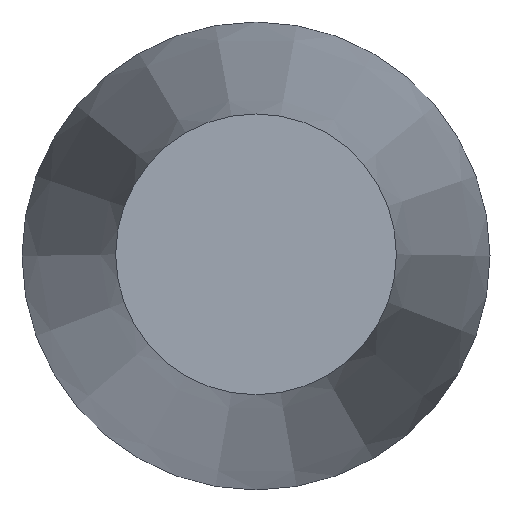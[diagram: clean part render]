
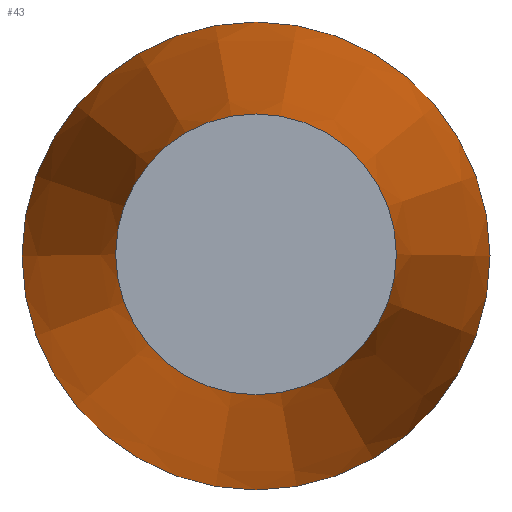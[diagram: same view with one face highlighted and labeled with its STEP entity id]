
A CAD part, top view. The second image highlights one B-rep face of the part: STEP entity #43.
In plain terms, the highlighted conical face has half-angle 5.711 degrees and reference radius 15 mm.
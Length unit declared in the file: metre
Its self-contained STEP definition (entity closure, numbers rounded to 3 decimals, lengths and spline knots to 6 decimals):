
#20=CONICAL_SURFACE('',#61,0.015,0.1);
#23=ORIENTED_EDGE('',*,*,#25,.F.);
#24=ORIENTED_EDGE('',*,*,#26,.T.);
#25=EDGE_CURVE('',#27,#27,#29,.T.);
#26=EDGE_CURVE('',#28,#28,#30,.T.);
#27=VERTEX_POINT('',#77);
#28=VERTEX_POINT('',#80);
#29=CIRCLE('',#58,0.025);
#30=CIRCLE('',#60,0.015);
#33=EDGE_LOOP('',(#23));
#34=EDGE_LOOP('',(#24));
#37=FACE_BOUND('',#33,.T.);
#38=FACE_BOUND('',#34,.T.);
#43=ADVANCED_FACE('',(#37,#38),#20,.T.);
#58=AXIS2_PLACEMENT_3D('',#76,#66,#67);
#60=AXIS2_PLACEMENT_3D('',#79,#70,#71);
#61=AXIS2_PLACEMENT_3D('',#81,#72,#73);
#66=DIRECTION('',(0.,0.,-1.));
#67=DIRECTION('',(-1.,0.,0.));
#70=DIRECTION('',(0.,0.,-1.));
#71=DIRECTION('',(-1.,0.,0.));
#72=DIRECTION('',(0.,0.,-1.));
#73=DIRECTION('',(-1.,0.,0.));
#76=CARTESIAN_POINT('',(0.,0.,0.));
#77=CARTESIAN_POINT('',(-0.025,0.,0.));
#79=CARTESIAN_POINT('',(0.,0.,0.1));
#80=CARTESIAN_POINT('',(-0.015,0.,0.1));
#81=CARTESIAN_POINT('',(0.,0.,0.1));
